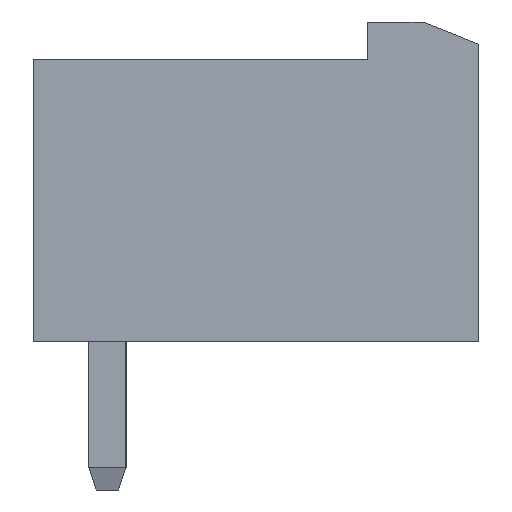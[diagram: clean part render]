
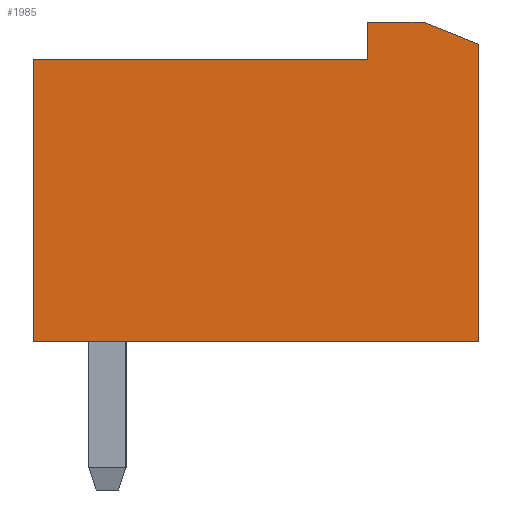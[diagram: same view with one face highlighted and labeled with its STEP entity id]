
A CAD part, left-side view. The second image highlights one B-rep face of the part: STEP entity #1985.
In plain terms, the highlighted planar face has unit normal (-1, 0, 0).
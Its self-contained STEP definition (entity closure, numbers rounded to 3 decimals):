
#22 = VERTEX_POINT('',#23);
#23 = CARTESIAN_POINT('',(-3.54,2.,7.6));
#32 = PLANE('',#33);
#33 = AXIS2_PLACEMENT_3D('',#34,#35,#36);
#34 = CARTESIAN_POINT('',(-3.54,2.,7.6));
#35 = DIRECTION('',(0.,1.,0.));
#36 = DIRECTION('',(0.,0.,-1.));
#44 = PLANE('',#45);
#45 = AXIS2_PLACEMENT_3D('',#46,#47,#48);
#46 = CARTESIAN_POINT('',(-3.54,-7.,7.6));
#47 = DIRECTION('',(0.,0.,1.));
#48 = DIRECTION('',(0.,1.,0.));
#85 = VERTEX_POINT('',#86);
#86 = CARTESIAN_POINT('',(-3.54,2.,0.));
#100 = PLANE('',#101);
#101 = AXIS2_PLACEMENT_3D('',#102,#103,#104);
#102 = CARTESIAN_POINT('',(-3.54,2.,0.));
#103 = DIRECTION('',(0.,0.,-1.));
#104 = DIRECTION('',(0.,-1.,0.));
#112 = EDGE_CURVE('',#22,#85,#113,.T.);
#113 = SURFACE_CURVE('',#114,(#118,#125),.PCURVE_S1.);
#114 = LINE('',#115,#116);
#115 = CARTESIAN_POINT('',(-3.54,2.,7.6));
#116 = VECTOR('',#117,1.);
#117 = DIRECTION('',(0.,0.,-1.));
#118 = PCURVE('',#32,#119);
#119 = DEFINITIONAL_REPRESENTATION('',(#120),#124);
#120 = LINE('',#121,#122);
#121 = CARTESIAN_POINT('',(0.,0.));
#122 = VECTOR('',#123,1.);
#123 = DIRECTION('',(1.,0.));
#124 = ( GEOMETRIC_REPRESENTATION_CONTEXT(2)
PARAMETRIC_REPRESENTATION_CONTEXT() REPRESENTATION_CONTEXT('2D SPACE',''
) );
#125 = PCURVE('',#126,#131);
#126 = PLANE('',#127);
#127 = AXIS2_PLACEMENT_3D('',#128,#129,#130);
#128 = CARTESIAN_POINT('',(-3.54,2.,7.6));
#129 = DIRECTION('',(1.,0.,0.));
#130 = DIRECTION('',(0.,-1.,0.));
#131 = DEFINITIONAL_REPRESENTATION('',(#132),#136);
#132 = LINE('',#133,#134);
#133 = CARTESIAN_POINT('',(0.,0.));
#134 = VECTOR('',#135,1.);
#135 = DIRECTION('',(0.,1.));
#136 = ( GEOMETRIC_REPRESENTATION_CONTEXT(2)
PARAMETRIC_REPRESENTATION_CONTEXT() REPRESENTATION_CONTEXT('2D SPACE',''
) );
#142 = VERTEX_POINT('',#143);
#143 = CARTESIAN_POINT('',(-3.54,-7.,7.6));
#159 = PLANE('',#160);
#160 = AXIS2_PLACEMENT_3D('',#161,#162,#163);
#161 = CARTESIAN_POINT('',(-3.54,-7.,8.6));
#162 = DIRECTION('',(0.,1.,0.));
#163 = DIRECTION('',(0.,0.,-1.));
#193 = EDGE_CURVE('',#142,#22,#194,.T.);
#194 = SURFACE_CURVE('',#195,(#199,#206),.PCURVE_S1.);
#195 = LINE('',#196,#197);
#196 = CARTESIAN_POINT('',(-3.54,-7.,7.6));
#197 = VECTOR('',#198,1.);
#198 = DIRECTION('',(0.,1.,0.));
#199 = PCURVE('',#44,#200);
#200 = DEFINITIONAL_REPRESENTATION('',(#201),#205);
#201 = LINE('',#202,#203);
#202 = CARTESIAN_POINT('',(0.,0.));
#203 = VECTOR('',#204,1.);
#204 = DIRECTION('',(1.,0.));
#205 = ( GEOMETRIC_REPRESENTATION_CONTEXT(2)
PARAMETRIC_REPRESENTATION_CONTEXT() REPRESENTATION_CONTEXT('2D SPACE',''
) );
#206 = PCURVE('',#126,#207);
#207 = DEFINITIONAL_REPRESENTATION('',(#208),#212);
#208 = LINE('',#209,#210);
#209 = CARTESIAN_POINT('',(9.,0.));
#210 = VECTOR('',#211,1.);
#211 = DIRECTION('',(-1.,0.));
#212 = ( GEOMETRIC_REPRESENTATION_CONTEXT(2)
PARAMETRIC_REPRESENTATION_CONTEXT() REPRESENTATION_CONTEXT('2D SPACE',''
) );
#242 = VERTEX_POINT('',#243);
#243 = CARTESIAN_POINT('',(-3.54,-10.,0.));
#257 = PLANE('',#258);
#258 = AXIS2_PLACEMENT_3D('',#259,#260,#261);
#259 = CARTESIAN_POINT('',(-3.54,-10.,0.));
#260 = DIRECTION('',(0.,-1.,0.));
#261 = DIRECTION('',(0.,0.,1.));
#269 = EDGE_CURVE('',#85,#242,#270,.T.);
#270 = SURFACE_CURVE('',#271,(#275,#282),.PCURVE_S1.);
#271 = LINE('',#272,#273);
#272 = CARTESIAN_POINT('',(-3.54,2.,0.));
#273 = VECTOR('',#274,1.);
#274 = DIRECTION('',(0.,-1.,0.));
#275 = PCURVE('',#100,#276);
#276 = DEFINITIONAL_REPRESENTATION('',(#277),#281);
#277 = LINE('',#278,#279);
#278 = CARTESIAN_POINT('',(0.,0.));
#279 = VECTOR('',#280,1.);
#280 = DIRECTION('',(1.,0.));
#281 = ( GEOMETRIC_REPRESENTATION_CONTEXT(2)
PARAMETRIC_REPRESENTATION_CONTEXT() REPRESENTATION_CONTEXT('2D SPACE',''
) );
#282 = PCURVE('',#126,#283);
#283 = DEFINITIONAL_REPRESENTATION('',(#284),#288);
#284 = LINE('',#285,#286);
#285 = CARTESIAN_POINT('',(0.,7.6));
#286 = VECTOR('',#287,1.);
#287 = DIRECTION('',(1.,0.));
#288 = ( GEOMETRIC_REPRESENTATION_CONTEXT(2)
PARAMETRIC_REPRESENTATION_CONTEXT() REPRESENTATION_CONTEXT('2D SPACE',''
) );
#1985 = ADVANCED_FACE('',(#1986),#126,.F.);
#1986 = FACE_BOUND('',#1987,.T.);
#1987 = EDGE_LOOP('',(#1988,#1989,#1990,#2013,#2041,#2069,#2090));
#1988 = ORIENTED_EDGE('',*,*,#112,.T.);
#1989 = ORIENTED_EDGE('',*,*,#269,.T.);
#1990 = ORIENTED_EDGE('',*,*,#1991,.T.);
#1991 = EDGE_CURVE('',#242,#1992,#1994,.T.);
#1992 = VERTEX_POINT('',#1993);
#1993 = CARTESIAN_POINT('',(-3.54,-10.,8.));
#1994 = SURFACE_CURVE('',#1995,(#1999,#2006),.PCURVE_S1.);
#1995 = LINE('',#1996,#1997);
#1996 = CARTESIAN_POINT('',(-3.54,-10.,0.));
#1997 = VECTOR('',#1998,1.);
#1998 = DIRECTION('',(0.,0.,1.));
#1999 = PCURVE('',#126,#2000);
#2000 = DEFINITIONAL_REPRESENTATION('',(#2001),#2005);
#2001 = LINE('',#2002,#2003);
#2002 = CARTESIAN_POINT('',(12.,7.6));
#2003 = VECTOR('',#2004,1.);
#2004 = DIRECTION('',(0.,-1.));
#2005 = ( GEOMETRIC_REPRESENTATION_CONTEXT(2)
PARAMETRIC_REPRESENTATION_CONTEXT() REPRESENTATION_CONTEXT('2D SPACE',''
) );
#2006 = PCURVE('',#257,#2007);
#2007 = DEFINITIONAL_REPRESENTATION('',(#2008),#2012);
#2008 = LINE('',#2009,#2010);
#2009 = CARTESIAN_POINT('',(0.,0.));
#2010 = VECTOR('',#2011,1.);
#2011 = DIRECTION('',(1.,0.));
#2012 = ( GEOMETRIC_REPRESENTATION_CONTEXT(2)
PARAMETRIC_REPRESENTATION_CONTEXT() REPRESENTATION_CONTEXT('2D SPACE',''
) );
#2013 = ORIENTED_EDGE('',*,*,#2014,.T.);
#2014 = EDGE_CURVE('',#1992,#2015,#2017,.T.);
#2015 = VERTEX_POINT('',#2016);
#2016 = CARTESIAN_POINT('',(-3.54,-8.5,8.6));
#2017 = SURFACE_CURVE('',#2018,(#2022,#2029),.PCURVE_S1.);
#2018 = LINE('',#2019,#2020);
#2019 = CARTESIAN_POINT('',(-3.54,-10.,8.));
#2020 = VECTOR('',#2021,1.);
#2021 = DIRECTION('',(0.,0.928,0.371));
#2022 = PCURVE('',#126,#2023);
#2023 = DEFINITIONAL_REPRESENTATION('',(#2024),#2028);
#2024 = LINE('',#2025,#2026);
#2025 = CARTESIAN_POINT('',(12.,-0.4));
#2026 = VECTOR('',#2027,1.);
#2027 = DIRECTION('',(-0.928,-0.371));
#2028 = ( GEOMETRIC_REPRESENTATION_CONTEXT(2)
PARAMETRIC_REPRESENTATION_CONTEXT() REPRESENTATION_CONTEXT('2D SPACE',''
) );
#2029 = PCURVE('',#2030,#2035);
#2030 = PLANE('',#2031);
#2031 = AXIS2_PLACEMENT_3D('',#2032,#2033,#2034);
#2032 = CARTESIAN_POINT('',(-3.54,-10.,8.));
#2033 = DIRECTION('',(0.,-0.371,0.928));
#2034 = DIRECTION('',(0.,0.928,0.371));
#2035 = DEFINITIONAL_REPRESENTATION('',(#2036),#2040);
#2036 = LINE('',#2037,#2038);
#2037 = CARTESIAN_POINT('',(0.,0.));
#2038 = VECTOR('',#2039,1.);
#2039 = DIRECTION('',(1.,0.));
#2040 = ( GEOMETRIC_REPRESENTATION_CONTEXT(2)
PARAMETRIC_REPRESENTATION_CONTEXT() REPRESENTATION_CONTEXT('2D SPACE',''
) );
#2041 = ORIENTED_EDGE('',*,*,#2042,.T.);
#2042 = EDGE_CURVE('',#2015,#2043,#2045,.T.);
#2043 = VERTEX_POINT('',#2044);
#2044 = CARTESIAN_POINT('',(-3.54,-7.,8.6));
#2045 = SURFACE_CURVE('',#2046,(#2050,#2057),.PCURVE_S1.);
#2046 = LINE('',#2047,#2048);
#2047 = CARTESIAN_POINT('',(-3.54,-8.5,8.6));
#2048 = VECTOR('',#2049,1.);
#2049 = DIRECTION('',(0.,1.,0.));
#2050 = PCURVE('',#126,#2051);
#2051 = DEFINITIONAL_REPRESENTATION('',(#2052),#2056);
#2052 = LINE('',#2053,#2054);
#2053 = CARTESIAN_POINT('',(10.5,-1.));
#2054 = VECTOR('',#2055,1.);
#2055 = DIRECTION('',(-1.,0.));
#2056 = ( GEOMETRIC_REPRESENTATION_CONTEXT(2)
PARAMETRIC_REPRESENTATION_CONTEXT() REPRESENTATION_CONTEXT('2D SPACE',''
) );
#2057 = PCURVE('',#2058,#2063);
#2058 = PLANE('',#2059);
#2059 = AXIS2_PLACEMENT_3D('',#2060,#2061,#2062);
#2060 = CARTESIAN_POINT('',(-3.54,-8.5,8.6));
#2061 = DIRECTION('',(0.,0.,1.));
#2062 = DIRECTION('',(0.,1.,0.));
#2063 = DEFINITIONAL_REPRESENTATION('',(#2064),#2068);
#2064 = LINE('',#2065,#2066);
#2065 = CARTESIAN_POINT('',(0.,0.));
#2066 = VECTOR('',#2067,1.);
#2067 = DIRECTION('',(1.,0.));
#2068 = ( GEOMETRIC_REPRESENTATION_CONTEXT(2)
PARAMETRIC_REPRESENTATION_CONTEXT() REPRESENTATION_CONTEXT('2D SPACE',''
) );
#2069 = ORIENTED_EDGE('',*,*,#2070,.T.);
#2070 = EDGE_CURVE('',#2043,#142,#2071,.T.);
#2071 = SURFACE_CURVE('',#2072,(#2076,#2083),.PCURVE_S1.);
#2072 = LINE('',#2073,#2074);
#2073 = CARTESIAN_POINT('',(-3.54,-7.,8.6));
#2074 = VECTOR('',#2075,1.);
#2075 = DIRECTION('',(0.,0.,-1.));
#2076 = PCURVE('',#126,#2077);
#2077 = DEFINITIONAL_REPRESENTATION('',(#2078),#2082);
#2078 = LINE('',#2079,#2080);
#2079 = CARTESIAN_POINT('',(9.,-1.));
#2080 = VECTOR('',#2081,1.);
#2081 = DIRECTION('',(0.,1.));
#2082 = ( GEOMETRIC_REPRESENTATION_CONTEXT(2)
PARAMETRIC_REPRESENTATION_CONTEXT() REPRESENTATION_CONTEXT('2D SPACE',''
) );
#2083 = PCURVE('',#159,#2084);
#2084 = DEFINITIONAL_REPRESENTATION('',(#2085),#2089);
#2085 = LINE('',#2086,#2087);
#2086 = CARTESIAN_POINT('',(0.,0.));
#2087 = VECTOR('',#2088,1.);
#2088 = DIRECTION('',(1.,0.));
#2089 = ( GEOMETRIC_REPRESENTATION_CONTEXT(2)
PARAMETRIC_REPRESENTATION_CONTEXT() REPRESENTATION_CONTEXT('2D SPACE',''
) );
#2090 = ORIENTED_EDGE('',*,*,#193,.T.);
